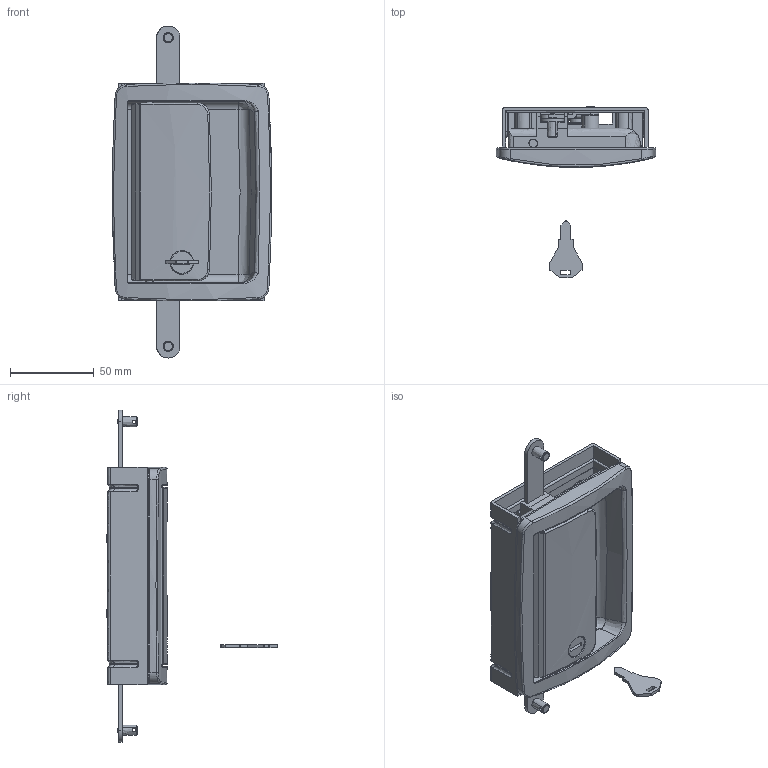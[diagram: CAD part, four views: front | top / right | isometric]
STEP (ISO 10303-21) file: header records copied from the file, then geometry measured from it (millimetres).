
FILE_DESCRIPTION((''),'2;1');
FILE_NAME('','2006-01-17T11:41:05',(''),(''),'','CADfix','');
FILE_SCHEMA(('AUTOMOTIVE_DESIGN'));
Length unit declared in the file: millimetre
Products named in the file (17): link_B; link_C_mr; pin_mr; pin_1_mr; pin_1; link_A; link_C; pin; joint; shaft; packing; lock; key; handle; bracket; base; THA_433_K_2P_1903_36
Assembly tree (16 placements, depth 2):
  THA_433_K_2P_1903_36
    link_B
    link_C_mr
    pin_mr
    pin_1_mr
    pin_1
    link_A
    link_C
    pin
    joint
    shaft
    packing
    lock
    key
    handle
    bracket
    base
Bounding box: 94.96 x 102.41 x 198 mm (x, y, z)
Volume: 139200.5 mm3; surface area: 115890.4 mm2
Topology: 16 solids, 16 shells, 651 faces, 2125 edges, 1516 vertices
Faces by surface type: bspline 651
Entity records: 32469 total; most frequent: CARTESIAN_POINT 19645, ORIENTED_EDGE 4230, EDGE_CURVE 2115, VERTEX_POINT 1516, B_SPLINE_CURVE_WITH_KNOTS 1077, QUASI_UNIFORM_CURVE 1002, EDGE_LOOP 727, FACE_OUTER_BOUND 651
